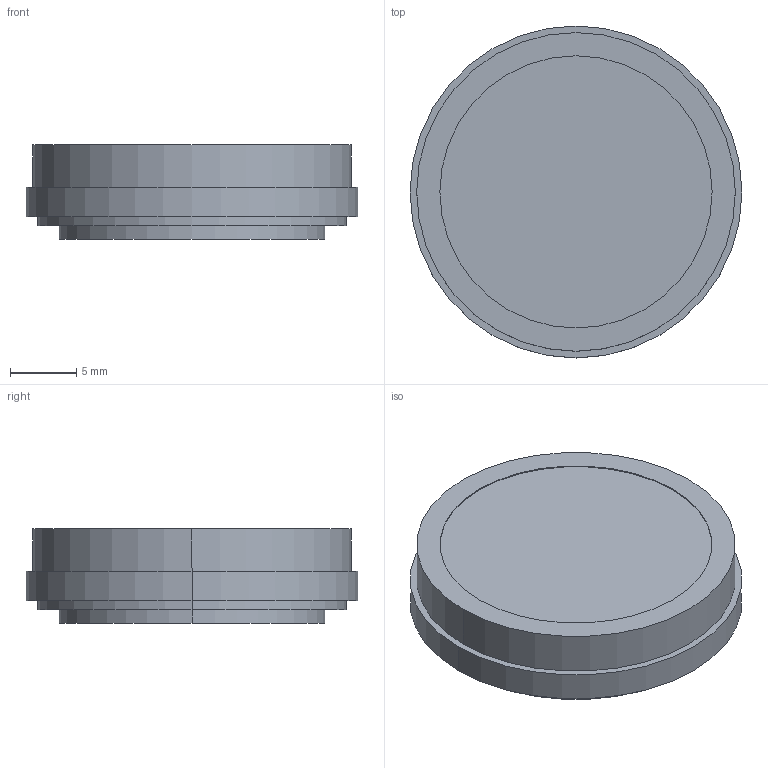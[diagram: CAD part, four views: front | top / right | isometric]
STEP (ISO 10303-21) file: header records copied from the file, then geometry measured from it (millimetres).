
FILE_DESCRIPTION((''),'2;1');
FILE_NAME('DBCAD2608_REF-MH20','2017-06-08T',('cmozuch'),(''),'PRO/ENGINEER BY PARAMETRIC TECHNOLOGY CORPORATION, 2015440','PRO/ENGINEER BY PARAMETRIC TECHNOLOGY CORPORATION, 2015440','');
FILE_SCHEMA(('CONFIG_CONTROL_DESIGN'));
Length unit declared in the file: millimetre
Products named in the file (1): DBCAD2608_REF-MH20
Bounding box: 25 x 25 x 7.1 mm (x, y, z)
Volume: 3112.9 mm3; surface area: 1514.5 mm2
Topology: 1 solids, 1 shells, 16 faces, 30 edges, 20 vertices
Faces by surface type: cylinder 10, plane 6
Entity records: 708 total; most frequent: DIRECTION 82, CARTESIAN_POINT 66, COLOUR_RGB 62, ORIENTED_EDGE 60, AXIS2_PLACEMENT_3D 36, FILL_AREA_STYLE_COLOUR 32, FILL_AREA_STYLE 32, SURFACE_STYLE_FILL_AREA 32
